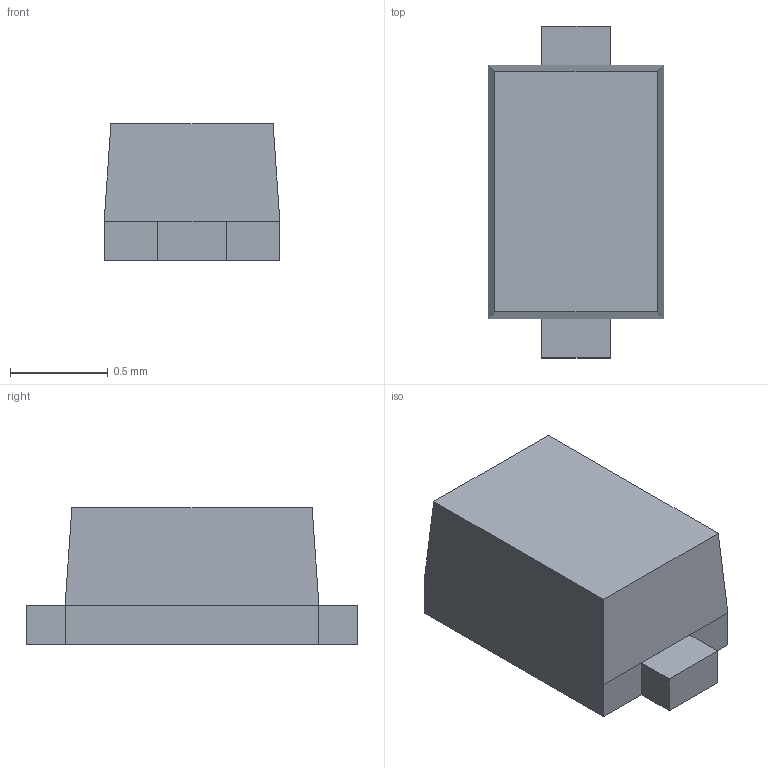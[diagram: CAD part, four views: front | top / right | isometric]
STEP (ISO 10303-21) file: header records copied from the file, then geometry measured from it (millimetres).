
FILE_DESCRIPTION (( 'STEP AP214' ), '1' );
FILE_NAME ('1N4148WT-7.STEP', '2022-03-18T07:04:49', ( '' ), ( '' ), 'SwSTEP 2.0', 'SolidWorks 2018', '' );
FILE_SCHEMA (( 'AUTOMOTIVE_DESIGN' ));
Length unit declared in the file: millimetre
Products named in the file (1): 1N4148WT-7
Bounding box: 0.9 x 1.7 x 0.7 mm (x, y, z)
Volume: 0.8 mm3; surface area: 5.9 mm2
Topology: 3 solids, 3 shells, 22 faces, 44 edges, 28 vertices
Faces by surface type: plane 22
Entity records: 850 total; most frequent: CARTESIAN_POINT 95, DIRECTION 90, ORIENTED_EDGE 88, VECTOR 44, LINE 44, EDGE_CURVE 44, VERTEX_POINT 28, UNCERTAINTY_MEASURE_WITH_UNIT 27
